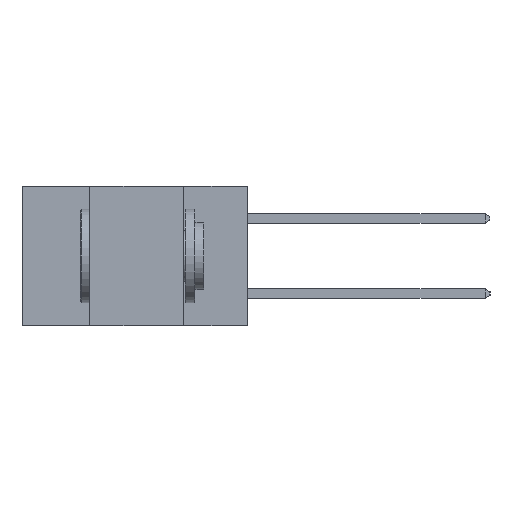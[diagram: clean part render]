
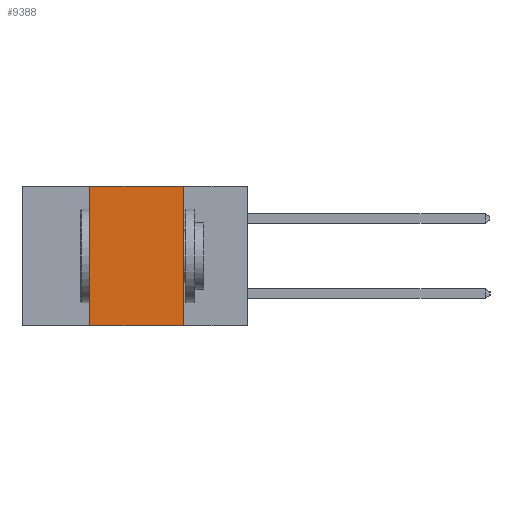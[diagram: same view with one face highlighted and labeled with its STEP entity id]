
A CAD part, left-side view. The second image highlights one B-rep face of the part: STEP entity #9388.
In plain terms, the highlighted planar face has unit normal (-1, 0, 0).
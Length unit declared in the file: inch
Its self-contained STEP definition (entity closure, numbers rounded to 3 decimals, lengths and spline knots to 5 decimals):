
#34 = ORIENTED_EDGE ( 'NONE', *, *, #5727, .T. ) ;
#360 = CARTESIAN_POINT ( 'NONE',  ( 0., 0.6, -0.37 ) ) ;
#1160 = VECTOR ( 'NONE', #9443, 39.37008 ) ;
#1322 = VERTEX_POINT ( 'NONE', #4866 ) ;
#1534 = DIRECTION ( 'NONE',  ( 0., 0., -1. ) ) ;
#1540 = DIRECTION ( 'NONE',  ( 1., 0., 0. ) ) ;
#1565 = CARTESIAN_POINT ( 'NONE',  ( 0., 0.6, 0. ) ) ;
#1585 = VERTEX_POINT ( 'NONE', #12507 ) ;
#1685 = PLANE ( 'NONE',  #10734 ) ;
#2906 = DIRECTION ( 'NONE',  ( 0., -1., 0. ) ) ;
#3037 = LINE ( 'NONE', #8303, #8896 ) ;
#4022 = EDGE_CURVE ( 'NONE', #8931, #1322, #8411, .T. ) ;
#4866 = CARTESIAN_POINT ( 'NONE',  ( 0., 0.42, 0. ) ) ;
#4999 = EDGE_LOOP ( 'NONE', ( #10132, #9479, #11489, #34 ) ) ;
#5247 = DIRECTION ( 'NONE',  ( 0., 0., 1. ) ) ;
#5338 = CARTESIAN_POINT ( 'NONE',  ( 0., 0.42, -0.37 ) ) ;
#5727 = EDGE_CURVE ( 'NONE', #8931, #1585, #10750, .T. ) ;
#7340 = VECTOR ( 'NONE', #5247, 39.37008 ) ;
#8287 = DIRECTION ( 'NONE',  ( 0., -1., 0. ) ) ;
#8303 = CARTESIAN_POINT ( 'NONE',  ( 0., 0.6, 0. ) ) ;
#8411 = LINE ( 'NONE', #5338, #7340 ) ;
#8896 = VECTOR ( 'NONE', #8287, 39.37008 ) ;
#8931 = VERTEX_POINT ( 'NONE', #9816 ) ;
#9388 = ADVANCED_FACE ( 'NONE', ( #11996 ), #1685, .F. ) ;
#9443 = DIRECTION ( 'NONE',  ( 0., 0., -1. ) ) ;
#9479 = ORIENTED_EDGE ( 'NONE', *, *, #13923, .F. ) ;
#9491 = CARTESIAN_POINT ( 'NONE',  ( 0., 0.17, -0.37 ) ) ;
#9816 = CARTESIAN_POINT ( 'NONE',  ( 0., 0.42, -0.37 ) ) ;
#10132 = ORIENTED_EDGE ( 'NONE', *, *, #13792, .F. ) ;
#10734 = AXIS2_PLACEMENT_3D ( 'NONE', #1565, #1540, #1534 ) ;
#10750 = LINE ( 'NONE', #360, #12886 ) ;
#11365 = VERTEX_POINT ( 'NONE', #12487 ) ;
#11489 = ORIENTED_EDGE ( 'NONE', *, *, #4022, .F. ) ;
#11996 = FACE_OUTER_BOUND ( 'NONE', #4999, .T. ) ;
#12487 = CARTESIAN_POINT ( 'NONE',  ( 0., 0.17, 0. ) ) ;
#12507 = CARTESIAN_POINT ( 'NONE',  ( 0., 0.17, -0.37 ) ) ;
#12886 = VECTOR ( 'NONE', #2906, 39.37008 ) ;
#13180 = LINE ( 'NONE', #9491, #1160 ) ;
#13792 = EDGE_CURVE ( 'NONE', #11365, #1585, #13180, .T. ) ;
#13923 = EDGE_CURVE ( 'NONE', #1322, #11365, #3037, .T. ) ;
